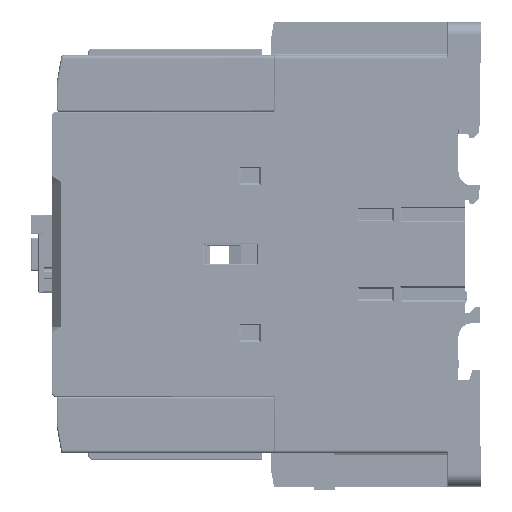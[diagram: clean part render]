
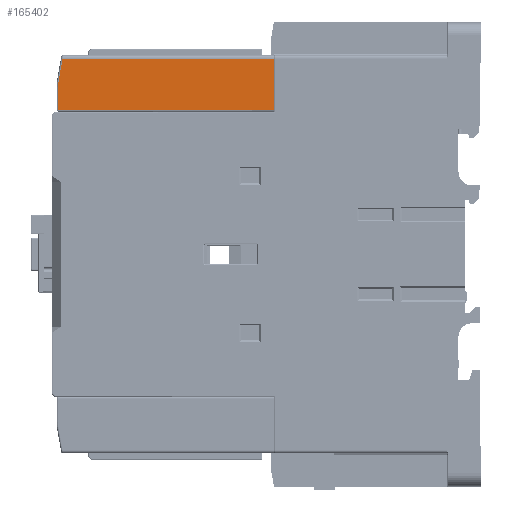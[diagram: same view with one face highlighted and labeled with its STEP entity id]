
A CAD part, left-side view. The second image highlights one B-rep face of the part: STEP entity #165402.
In plain terms, the highlighted planar face has unit normal (-1, 0, 0).
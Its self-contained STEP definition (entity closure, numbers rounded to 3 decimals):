
#1938=DIRECTION('',(0.,0.174,-0.985));
#1939=VECTOR('',#1938,7.66);
#1940=CARTESIAN_POINT('',(-35.,51.67,59.));
#1941=LINE('',#1940,#1939);
#1942=DIRECTION('',(0.,1.,0.));
#1943=VECTOR('',#1942,63.67);
#1944=CARTESIAN_POINT('',(-35.,-12.,59.));
#1945=LINE('',#1944,#1943);
#1946=DIRECTION('',(0.,0.,-1.));
#1947=VECTOR('',#1946,15.5);
#1948=CARTESIAN_POINT('',(-35.,-12.,59.));
#1949=LINE('',#1948,#1947);
#1950=DIRECTION('',(0.,-1.,0.));
#1951=VECTOR('',#1950,65.);
#1952=CARTESIAN_POINT('',(-35.,53.,43.5));
#1953=LINE('',#1952,#1951);
#1954=DIRECTION('',(0.,0.,-1.));
#1955=VECTOR('',#1954,7.956);
#1956=CARTESIAN_POINT('',(-35.,53.,51.456));
#1957=LINE('',#1956,#1955);
#158624=CARTESIAN_POINT('',(-35.,-12.,59.));
#158626=VERTEX_POINT('',#158624);
#158851=CARTESIAN_POINT('',(-35.,51.67,
59.));
#158852=CARTESIAN_POINT('',(-35.,53.,51.456));
#158853=VERTEX_POINT('',#158851);
#158854=VERTEX_POINT('',#158852);
#158867=CARTESIAN_POINT('',(-35.,53.,43.5));
#158868=VERTEX_POINT('',#158867);
#158871=CARTESIAN_POINT('',(-35.,-12.,43.5));
#158872=VERTEX_POINT('',#158871);
#165388=CARTESIAN_POINT('',(-35.,0.,51.5));
#165389=DIRECTION('',(1.,0.,0.));
#165390=DIRECTION('',(0.,0.,-1.));
#165391=AXIS2_PLACEMENT_3D('',#165388,#165389,#165390);
#165392=PLANE('',#165391);
#165393=ORIENTED_EDGE('',*,*,#164822,.F.);
#165394=ORIENTED_EDGE('',*,*,#164885,.F.);
#165396=ORIENTED_EDGE('',*,*,#165395,.T.);
#165398=ORIENTED_EDGE('',*,*,#165397,.F.);
#165399=ORIENTED_EDGE('',*,*,#165379,.F.);
#165400=EDGE_LOOP('',(#165393,#165394,#165396,#165398,#165399));
#165401=FACE_OUTER_BOUND('',#165400,.F.);
#165402=ADVANCED_FACE('',(#165401),#165392,.F.);
#164822=EDGE_CURVE('',#158853,#158854,#1941,.T.);
#164885=EDGE_CURVE('',#158626,#158853,#1945,.T.);
#165379=EDGE_CURVE('',#158854,#158868,#1957,.T.);
#165395=EDGE_CURVE('',#158626,#158872,#1949,.T.);
#165397=EDGE_CURVE('',#158868,#158872,#1953,.T.);
